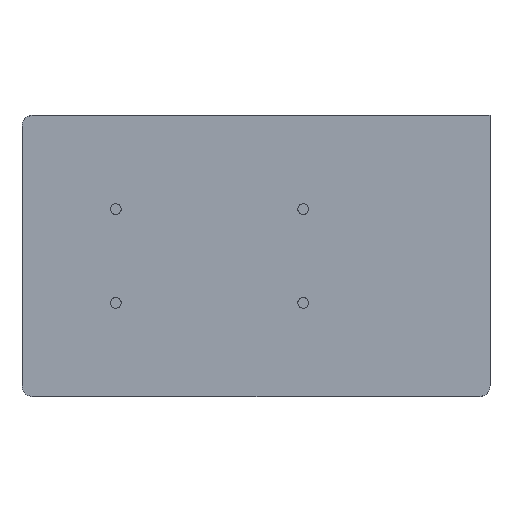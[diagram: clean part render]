
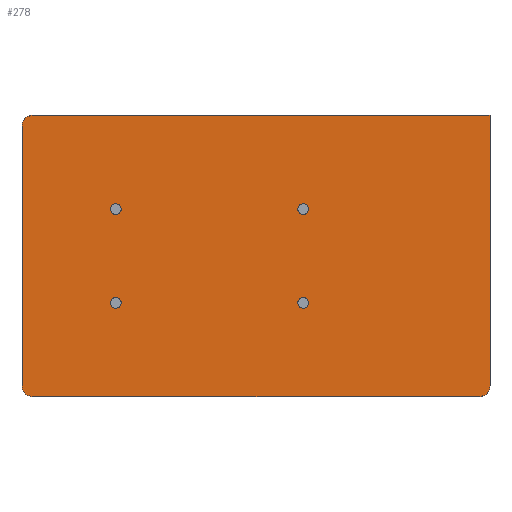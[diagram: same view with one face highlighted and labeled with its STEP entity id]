
A CAD part, top view. The second image highlights one B-rep face of the part: STEP entity #278.
In plain terms, the highlighted planar face has unit normal (0, 0, 1).
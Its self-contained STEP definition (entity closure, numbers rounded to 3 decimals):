
#15=FACE_BOUND('',#63,.T.);
#16=FACE_BOUND('',#64,.T.);
#17=FACE_BOUND('',#65,.T.);
#18=FACE_BOUND('',#66,.T.);
#28=PLANE('',#326);
#45=FACE_OUTER_BOUND('',#62,.T.);
#62=EDGE_LOOP('',(#244,#245,#246,#247,#248,#249,#250));
#63=EDGE_LOOP('',(#251));
#64=EDGE_LOOP('',(#252));
#65=EDGE_LOOP('',(#253));
#66=EDGE_LOOP('',(#254));
#77=LINE('',#474,#96);
#80=LINE('',#482,#99);
#82=LINE('',#486,#101);
#85=LINE('',#493,#104);
#96=VECTOR('',#391,10.);
#99=VECTOR('',#400,10.);
#101=VECTOR('',#404,10.);
#104=VECTOR('',#413,10.);
#105=CIRCLE('',#294,1.1);
#107=CIRCLE('',#298,1.1);
#109=CIRCLE('',#302,1.1);
#111=CIRCLE('',#306,1.1);
#119=CIRCLE('',#317,2.2);
#120=CIRCLE('',#320,2.2);
#121=CIRCLE('',#324,2.2);
#122=VERTEX_POINT('',#418);
#124=VERTEX_POINT('',#425);
#126=VERTEX_POINT('',#432);
#128=VERTEX_POINT('',#439);
#140=VERTEX_POINT('',#467);
#141=VERTEX_POINT('',#468);
#142=VERTEX_POINT('',#473);
#143=VERTEX_POINT('',#477);
#144=VERTEX_POINT('',#481);
#145=VERTEX_POINT('',#485);
#146=VERTEX_POINT('',#489);
#147=EDGE_CURVE('',#122,#122,#105,.T.);
#150=EDGE_CURVE('',#124,#124,#107,.T.);
#153=EDGE_CURVE('',#126,#126,#109,.T.);
#156=EDGE_CURVE('',#128,#128,#111,.T.);
#169=EDGE_CURVE('',#140,#141,#119,.T.);
#172=EDGE_CURVE('',#141,#142,#77,.T.);
#174=EDGE_CURVE('',#142,#143,#120,.T.);
#176=EDGE_CURVE('',#143,#144,#80,.T.);
#178=EDGE_CURVE('',#145,#140,#82,.T.);
#180=EDGE_CURVE('',#146,#145,#121,.T.);
#182=EDGE_CURVE('',#144,#146,#85,.T.);
#244=ORIENTED_EDGE('',*,*,#176,.F.);
#245=ORIENTED_EDGE('',*,*,#174,.F.);
#246=ORIENTED_EDGE('',*,*,#172,.F.);
#247=ORIENTED_EDGE('',*,*,#169,.F.);
#248=ORIENTED_EDGE('',*,*,#178,.F.);
#249=ORIENTED_EDGE('',*,*,#180,.F.);
#250=ORIENTED_EDGE('',*,*,#182,.F.);
#251=ORIENTED_EDGE('',*,*,#147,.T.);
#252=ORIENTED_EDGE('',*,*,#150,.T.);
#253=ORIENTED_EDGE('',*,*,#153,.T.);
#254=ORIENTED_EDGE('',*,*,#156,.T.);
#278=ADVANCED_FACE('',(#45,#15,#16,#17,#18),#28,.F.);
#294=AXIS2_PLACEMENT_3D('',#419,#331,#332);
#298=AXIS2_PLACEMENT_3D('',#426,#340,#341);
#302=AXIS2_PLACEMENT_3D('',#433,#349,#350);
#306=AXIS2_PLACEMENT_3D('',#440,#358,#359);
#317=AXIS2_PLACEMENT_3D('',#469,#385,#386);
#320=AXIS2_PLACEMENT_3D('',#478,#395,#396);
#324=AXIS2_PLACEMENT_3D('',#490,#408,#409);
#326=AXIS2_PLACEMENT_3D('',#494,#414,#415);
#331=DIRECTION('center_axis',(0.,0.,-1.));
#332=DIRECTION('ref_axis',(1.,0.,0.));
#340=DIRECTION('center_axis',(0.,0.,-1.));
#341=DIRECTION('ref_axis',(1.,0.,0.));
#349=DIRECTION('center_axis',(0.,0.,-1.));
#350=DIRECTION('ref_axis',(1.,0.,0.));
#358=DIRECTION('center_axis',(0.,0.,-1.));
#359=DIRECTION('ref_axis',(1.,0.,0.));
#385=DIRECTION('center_axis',(0.,0.,-1.));
#386=DIRECTION('ref_axis',(-1.,0.,0.));
#391=DIRECTION('',(0.,1.,0.));
#395=DIRECTION('center_axis',(0.,0.,-1.));
#396=DIRECTION('ref_axis',(0.,1.,0.));
#400=DIRECTION('',(1.,0.,0.));
#404=DIRECTION('',(-1.,0.,0.));
#408=DIRECTION('center_axis',(0.,0.,-1.));
#409=DIRECTION('ref_axis',(0.,-1.,0.));
#413=DIRECTION('',(0.,-1.,0.));
#414=DIRECTION('center_axis',(0.,0.,-1.));
#415=DIRECTION('ref_axis',(1.,0.,0.));
#418=CARTESIAN_POINT('',(88.065,-44.775,-2.4));
#419=CARTESIAN_POINT('Origin',(89.165,-44.775,-2.4));
#425=CARTESIAN_POINT('',(126.165,-44.775,-2.4));
#426=CARTESIAN_POINT('Origin',(127.265,-44.775,-2.4));
#432=CARTESIAN_POINT('',(126.165,-63.825,-2.4));
#433=CARTESIAN_POINT('Origin',(127.265,-63.825,-2.4));
#439=CARTESIAN_POINT('',(88.065,-63.825,-2.4));
#440=CARTESIAN_POINT('Origin',(89.165,-63.825,-2.4));
#467=CARTESIAN_POINT('',(72.315,-82.875,-2.4));
#468=CARTESIAN_POINT('',(70.115,-80.675,-2.4));
#469=CARTESIAN_POINT('Origin',(72.315,-80.675,-2.4));
#473=CARTESIAN_POINT('',(70.115,-27.925,-2.4));
#474=CARTESIAN_POINT('',(70.115,-67.01,-2.4));
#477=CARTESIAN_POINT('',(72.315,-25.725,-2.4));
#478=CARTESIAN_POINT('Origin',(72.315,-27.925,-2.4));
#481=CARTESIAN_POINT('',(165.205,-25.725,-2.4));
#482=CARTESIAN_POINT('',(95.912,-25.725,-2.4));
#485=CARTESIAN_POINT('',(163.005,-82.875,-2.4));
#486=CARTESIAN_POINT('',(141.257,-82.875,-2.4));
#489=CARTESIAN_POINT('',(165.205,-80.675,-2.4));
#490=CARTESIAN_POINT('Origin',(163.005,-80.675,-2.4));
#493=CARTESIAN_POINT('',(165.205,-39.535,-2.4));
#494=CARTESIAN_POINT('Origin',(117.66,-54.3,-2.4));
